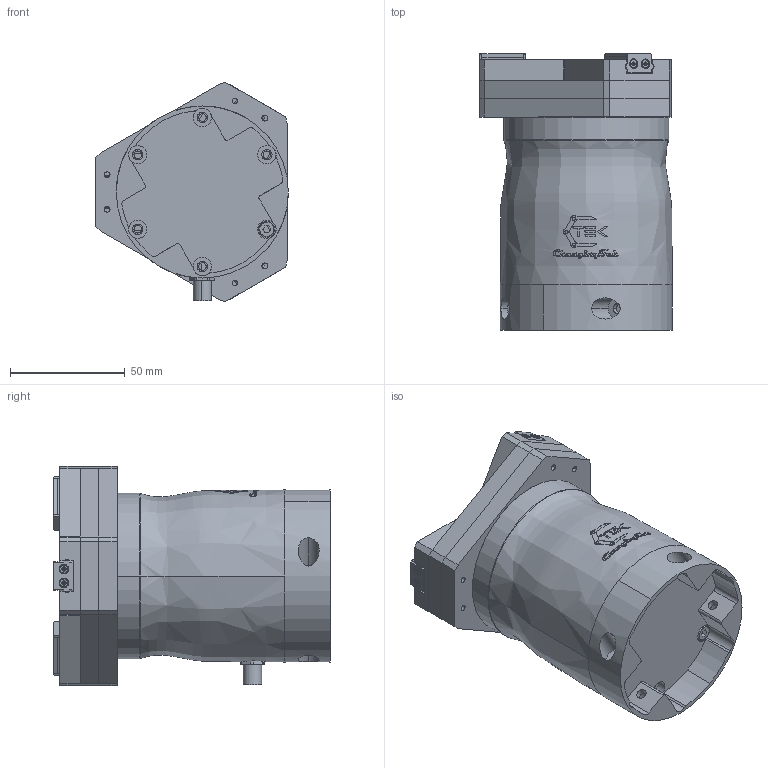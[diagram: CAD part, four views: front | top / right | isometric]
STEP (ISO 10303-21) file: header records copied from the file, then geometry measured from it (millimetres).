
FILE_DESCRIPTION (( 'STEP AP203' ), '1' );
FILE_NAME ('CTPM3F20-2022爛12堎載陔.STEP', '2022-12-07T02:58:44', ( '' ), ( '' ), 'SwSTEP 2.0', 'SolidWorks 2016', '' );
FILE_SCHEMA (( 'CONFIG_CONTROL_DESIGN' ));
Length unit declared in the file: millimetre
Products named in the file (1): CTPM3F20-2022爛12堎載陔
Bounding box: 84 x 120.7 x 95.54 mm (x, y, z)
Surface area: 62787.6 mm2 (no closed solid volume)
Topology: 0 solids, 70 shells, 751 faces, 2978 edges, 2218 vertices
Faces by surface type: plane 390, cylinder 192, bspline 105, cone 50, sphere 12, torus 2
Entity records: 34981 total; most frequent: CARTESIAN_POINT 11654, DIRECTION 4533, ORIENTED_EDGE 4297, EDGE_CURVE 2924, VERTEX_POINT 2200, LINE 1595, VECTOR 1595, AXIS2_PLACEMENT_3D 1469
